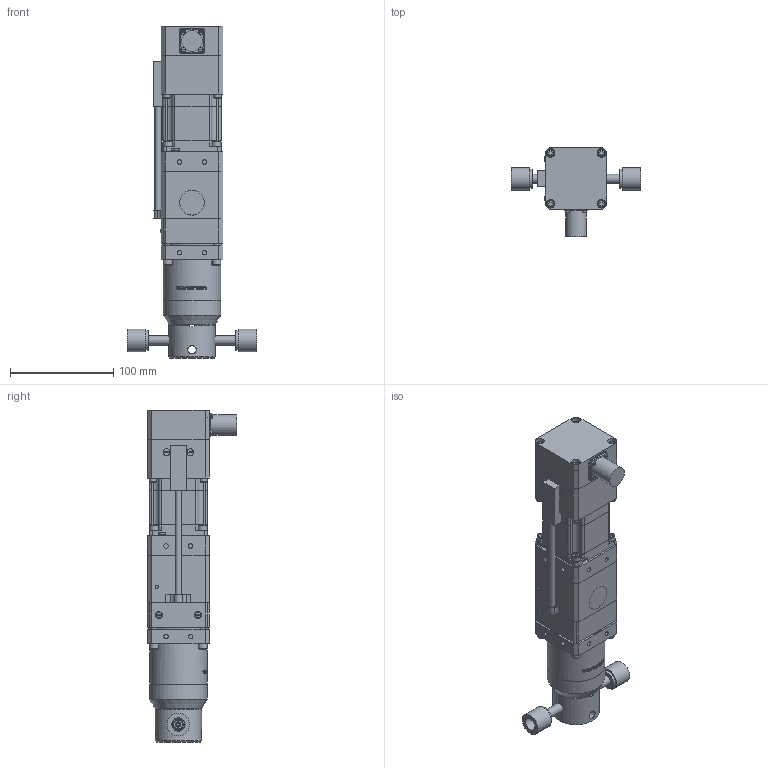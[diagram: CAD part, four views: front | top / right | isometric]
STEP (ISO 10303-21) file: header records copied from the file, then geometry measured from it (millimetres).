
FILE_DESCRIPTION(('F3-VCR-45'),'1');
FILE_NAME('F3-VCR-45-out.stp', '2019-11-17T05:57:30',('Stefan Bösch'), ('nenion leakvalves'), 'KCM Version 1.1.2016.0', 'Kubotek KeyCreator', '');
FILE_SCHEMA(('AUTOMOTIVE_DESIGN'));
Length unit declared in the file: millimetre
Bounding box: 126 x 86.5 x 322.23 mm (x, y, z)
Volume: 787106.4 mm3; surface area: 217725 mm2
Topology: 61 solids, 61 shells, 2494 faces, 6792 edges, 4598 vertices
Faces by surface type: plane 2023, cylinder 315, cone 140, torus 8, sphere 8
Full cylindrical faces by diameter (mm): 1 x2, 1.6 x2, 2 x6, 2.013 x2, 2.5 x10, 2.7 x4, 2.75 x4, 2.9 x2, 3 x12, 3.2 x6, 3.3 x12, 3.4 x4, 3.5 x2, 4 x10, 4.2 x30, 4.4 x4, 4.5 x4, 5 x14, 5.5 x18, 6 x1, 6.35 x2, 7 x8, 7.5 x1, 8.1 x1, 8.25 x4, 8.5 x8, 9 x4, 9.6 x2, 10 x6, 11.4 x2
Entity records: 80678 total; most frequent: CARTESIAN_POINT 15030, DIRECTION 13805, ORIENTED_EDGE 13414, EDGE_CURVE 6707, AXIS2_PLACEMENT_3D 4754, VERTEX_POINT 4469, VECTOR 4297, LINE 4297
